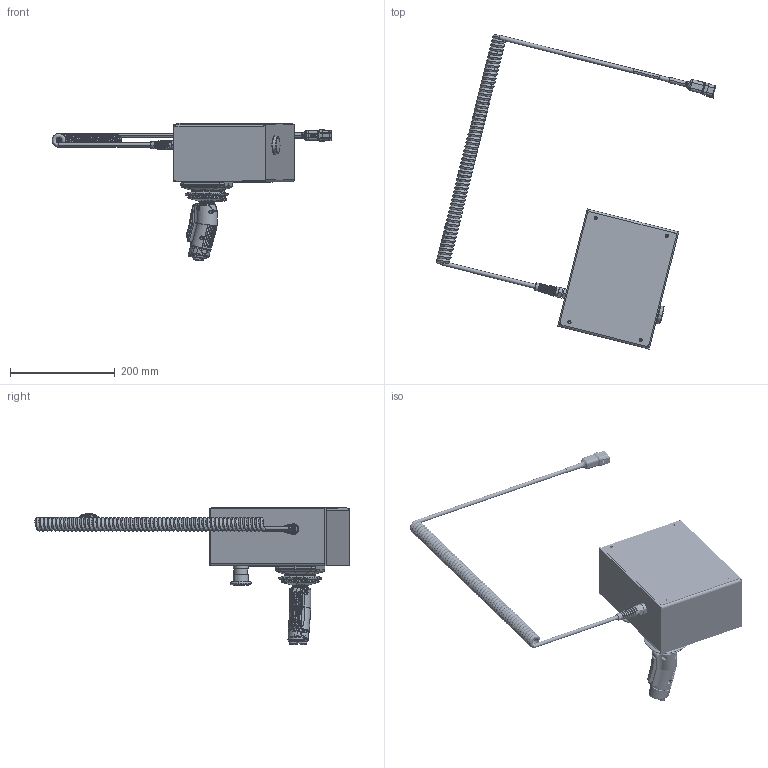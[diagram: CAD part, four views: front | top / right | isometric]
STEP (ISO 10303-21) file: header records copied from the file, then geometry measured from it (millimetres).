
FILE_DESCRIPTION (( 'STEP AP203' ), '1' );
FILE_NAME ('8C40009CC0005-01.STEP', '2018-05-30T08:13:03', ( '' ), ( '' ), 'SwSTEP 2.0', 'SolidWorks 2015', '' );
FILE_SCHEMA (( 'CONFIG_CONTROL_DESIGN' ));
Products named in the file (3): 8c40009cc0005-01_asm; 604064; 8C40009CC0005-01
Assembly tree (2 placements, depth 2):
  8C40009CC0005-01
    8c40009cc0005-01_asm
    604064
Bounding box: 532.7 x 598.7 x 261.55 mm (x, y, z)
Volume: 60827 mm3; surface area: 729451 mm2
Topology: 4 solids, 40 shells, 5343 faces, 13799 edges, 8599 vertices
Faces by surface type: plane 1965, bspline 1593, cylinder 1109, torus 278, cone 242, sphere 156
Entity records: 267905 total; most frequent: CARTESIAN_POINT 153086, ORIENTED_EDGE 27310, DIRECTION 19083, EDGE_CURVE 13681, VERTEX_POINT 8581, AXIS2_PLACEMENT_3D 6516, VECTOR 6051, LINE 6051
